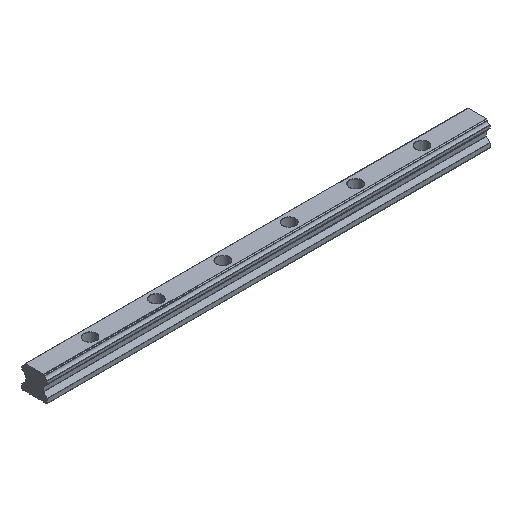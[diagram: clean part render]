
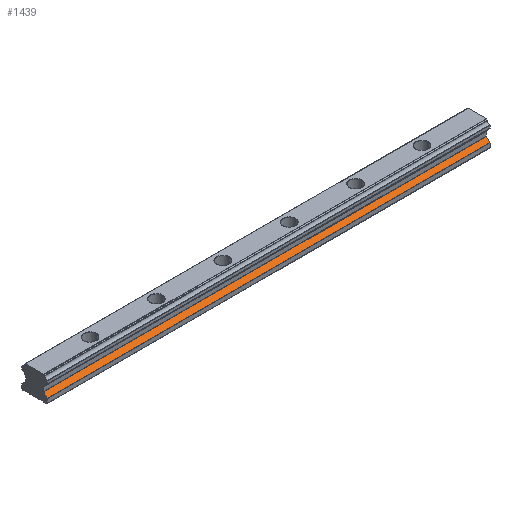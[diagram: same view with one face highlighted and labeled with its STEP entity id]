
A CAD part, isometric view. The second image highlights one B-rep face of the part: STEP entity #1439.
In plain terms, the highlighted free-form (B-spline) face has degree [1, 1] with [2, 2] control points.
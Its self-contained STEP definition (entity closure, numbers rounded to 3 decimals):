
#1439 = ADVANCED_FACE('',(#1440),#1470,.T.);
#1440 = FACE_BOUND('',#1441,.T.);
#1441 = EDGE_LOOP('',(#1442,#1451,#1458,#1465));
#1442 = ORIENTED_EDGE('',*,*,#1443,.F.);
#1443 = EDGE_CURVE('',#1444,#1446,#1448,.T.);
#1444 = VERTEX_POINT('',#1445);
#1445 = CARTESIAN_POINT('',(0.,-6.645,6.624));
#1446 = VERTEX_POINT('',#1447);
#1447 = CARTESIAN_POINT('',(0.,-9.376,3.893));
#1448 = B_SPLINE_CURVE_WITH_KNOTS('',1,(#1449,#1450),.UNSPECIFIED.,.F.,
  .F.,(2,2),(0.124,4.825),.PIECEWISE_BEZIER_KNOTS.);
#1449 = CARTESIAN_POINT('',(0.,-6.645,6.624));
#1450 = CARTESIAN_POINT('',(0.,-9.376,3.893));
#1451 = ORIENTED_EDGE('',*,*,#1452,.T.);
#1452 = EDGE_CURVE('',#1444,#1453,#1455,.T.);
#1453 = VERTEX_POINT('',#1454);
#1454 = CARTESIAN_POINT('',(-328.641,-6.645,
    6.624));
#1455 = B_SPLINE_CURVE_WITH_KNOTS('',1,(#1456,#1457),.UNSPECIFIED.,.F.,
  .F.,(2,2),(-400.,0.),.PIECEWISE_BEZIER_KNOTS.);
#1456 = CARTESIAN_POINT('',(0.,-6.645,6.624));
#1457 = CARTESIAN_POINT('',(-328.641,-6.645,
    6.624));
#1458 = ORIENTED_EDGE('',*,*,#1459,.T.);
#1459 = EDGE_CURVE('',#1453,#1460,#1462,.T.);
#1460 = VERTEX_POINT('',#1461);
#1461 = CARTESIAN_POINT('',(-328.641,-9.376,
    3.893));
#1462 = B_SPLINE_CURVE_WITH_KNOTS('',1,(#1463,#1464),.UNSPECIFIED.,.F.,
  .F.,(2,2),(0.124,4.825),.PIECEWISE_BEZIER_KNOTS.);
#1463 = CARTESIAN_POINT('',(-328.641,-6.645,
    6.624));
#1464 = CARTESIAN_POINT('',(-328.641,-9.376,
    3.893));
#1465 = ORIENTED_EDGE('',*,*,#1466,.T.);
#1466 = EDGE_CURVE('',#1460,#1446,#1467,.T.);
#1467 = B_SPLINE_CURVE_WITH_KNOTS('',1,(#1468,#1469),.UNSPECIFIED.,.F.,
  .F.,(2,2),(0.,400.),.PIECEWISE_BEZIER_KNOTS.);
#1468 = CARTESIAN_POINT('',(-328.641,-9.376,
    3.893));
#1469 = CARTESIAN_POINT('',(0.,-9.376,3.893));
#1470 = B_SPLINE_SURFACE_WITH_KNOTS('',1,1,(
    (#1471,#1472)
    ,(#1473,#1474
    )),.UNSPECIFIED.,.F.,.F.,.F.,(2,2),(2,2),(0.124,
    4.825),(0.,400.),.PIECEWISE_BEZIER_KNOTS.);
#1471 = CARTESIAN_POINT('',(-328.641,-6.645,
    6.624));
#1472 = CARTESIAN_POINT('',(0.,-6.645,6.624));
#1473 = CARTESIAN_POINT('',(-328.641,-9.376,
    3.893));
#1474 = CARTESIAN_POINT('',(0.,-9.376,3.893));
